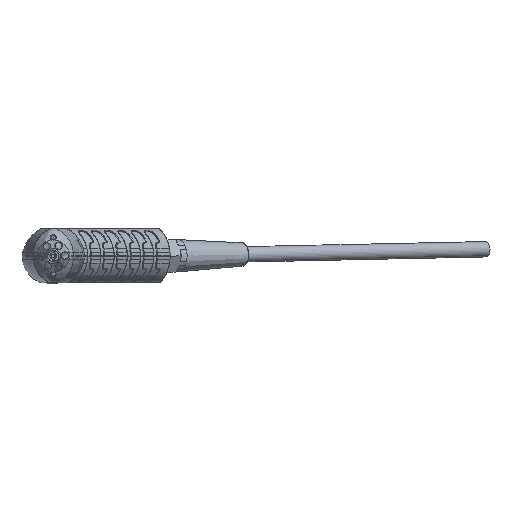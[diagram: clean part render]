
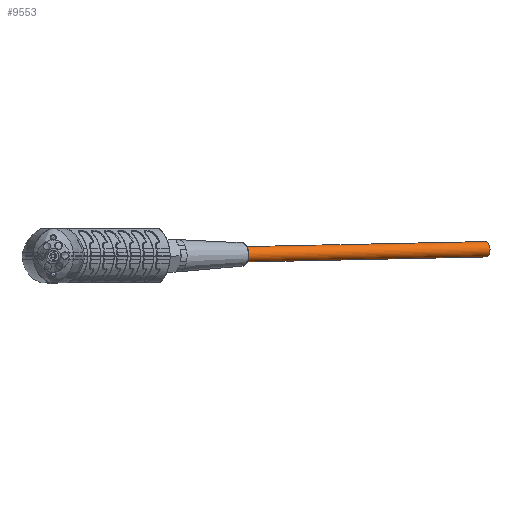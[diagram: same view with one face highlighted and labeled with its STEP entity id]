
A CAD part, left-side view. The second image highlights one B-rep face of the part: STEP entity #9553.
In plain terms, the highlighted cylindrical face has radius 5.25 mm (diameter 10.5 mm), a full revolution.
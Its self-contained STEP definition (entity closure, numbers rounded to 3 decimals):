
#1537=CYLINDRICAL_SURFACE('',#33665,5.25);
#9553=ADVANCED_FACE('',(#12451,#12452),#1537,.T.);
#12451=FACE_BOUND('',#12686,.T.);
#12452=FACE_BOUND('',#12687,.T.);
#12686=EDGE_LOOP('',(#14442));
#12687=EDGE_LOOP('',(#14443));
#14442=ORIENTED_EDGE('',*,*,#26849,.F.);
#14443=ORIENTED_EDGE('',*,*,#26850,.F.);
#20656=VERTEX_POINT('',#41773);
#20657=VERTEX_POINT('',#41775);
#26849=EDGE_CURVE('',#20656,#20656,#32667,.T.);
#26850=EDGE_CURVE('',#20657,#20657,#32668,.T.);
#32667=CIRCLE('',#33663,5.25);
#32668=CIRCLE('',#33664,5.25);
#33663=AXIS2_PLACEMENT_3D('',#41772,#35431,#35432);
#33664=AXIS2_PLACEMENT_3D('',#41774,#35433,#35434);
#33665=AXIS2_PLACEMENT_3D('',#41776,#35435,#35436);
#35431=DIRECTION('',(-0.559,0.829,-0.017));
#35432=DIRECTION('',(0.406,0.292,0.866));
#35433=DIRECTION('',(0.559,-0.829,0.017));
#35434=DIRECTION('',(0.829,0.559,0.));
#35435=DIRECTION('',(-0.559,0.829,-0.017));
#35436=DIRECTION('',(0.723,0.477,-0.5));
#41772=CARTESIAN_POINT('',(154.388,-186.078,39.429));
#41773=CARTESIAN_POINT('',(156.52,-184.544,43.974));
#41774=CARTESIAN_POINT('',(266.769,-352.689,42.936));
#41775=CARTESIAN_POINT('',(271.121,-349.753,42.936));
#41776=CARTESIAN_POINT('',(266.769,-352.689,42.936));
